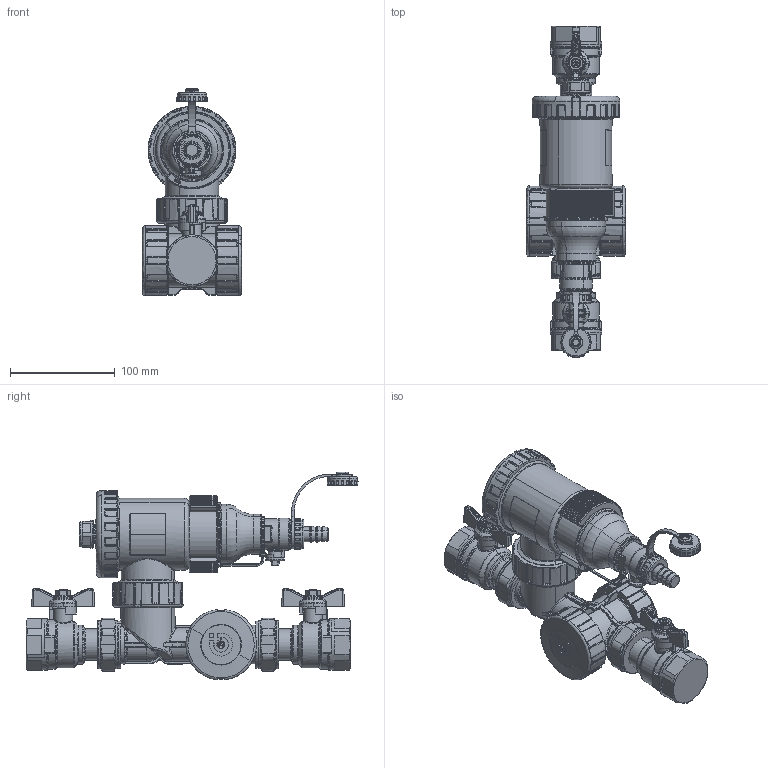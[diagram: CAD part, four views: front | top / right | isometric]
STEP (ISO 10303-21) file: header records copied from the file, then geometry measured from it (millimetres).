
FILE_DESCRIPTION(('CATIA V5 STEP Exchange','CAx-IF Rec.Pracs.--- Model Styling and Organization---1.4--- 2014-01-23','CAx-IF Rec.Pracs.---3D Tessellated Data Validation Properties---0.5---2014-09-14'),'2;1');
FILE_NAME('STEP_545377_-_TST.stp','2020-05-05T13:36:43+00:00',('none'),('none'),'CATIA Version 5-6 Release 2019 SP3','CATIA V5 STEP AP242 v1','none');
FILE_SCHEMA(('AP242_MANAGED_MODEL_BASED_3D_ENGINEERING_MIM_LF {1 0 10303 442 1 1 4}'));
Products named in the file (1): 545377 - TST
Bounding box: 95.5 x 317.46 x 198.39 mm (x, y, z)
Volume: 1384999 mm3; surface area: 152236.9 mm2
Topology: 1 solids, 3 shells, 5229 faces, 12703 edges, 7325 vertices
Faces by surface type: bspline 2056, cylinder 1190, plane 1020, torus 599, cone 275, sphere 86, revolution 3
Entity records: 238219 total; most frequent: CARTESIAN_POINT 139355, ORIENTED_EDGE 24920, EDGE_CURVE 12460, DIRECTION 10588, VERTEX_POINT 7312, B_SPLINE_CURVE_WITH_KNOTS 5659, AXIS2_PLACEMENT_3D 5653, EDGE_LOOP 5323
